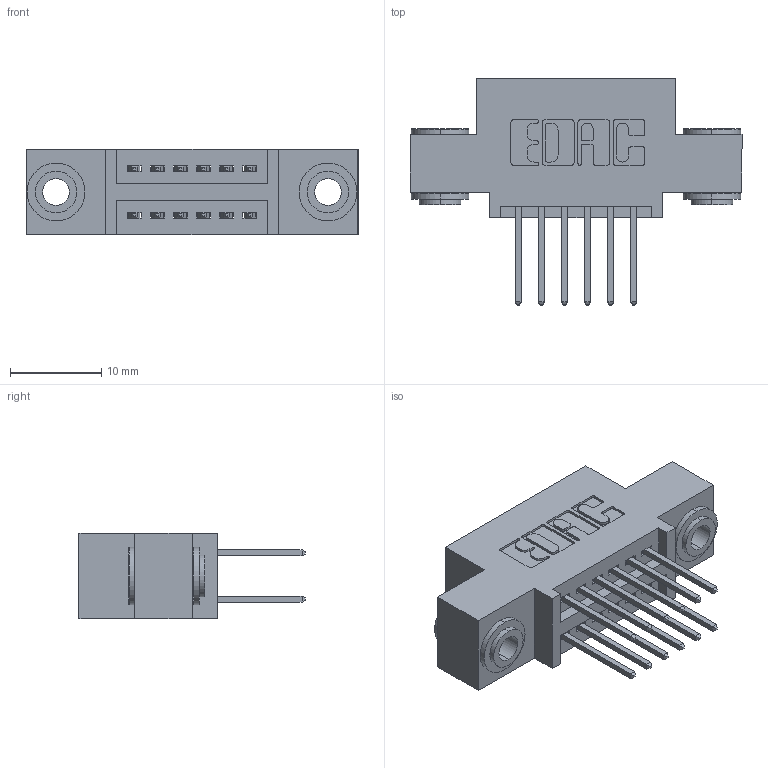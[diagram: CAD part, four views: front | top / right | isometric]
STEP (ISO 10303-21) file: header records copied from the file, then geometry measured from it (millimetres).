
FILE_DESCRIPTION (( 'STEP AP203' ), '1' );
FILE_NAME ('395-012-523-503.STEP', '2019-10-15T12:47:02', ( '' ), ( '' ), 'SwSTEP 2.0', 'SolidWorks 2016', '' );
FILE_SCHEMA (( 'CONFIG_CONTROL_DESIGN' ));
Length unit declared in the file: inch
Products named in the file (4): 395-012-523-503; 345 Part_0.110 Offset - 0.156 Dia-TH; 345-292-001_345-293-123; 345-250-002_345-250-002-102
Assembly tree (15 placements, depth 2):
  395-012-523-503
    345 Part_0.110 Offset - 0.156 Dia-TH
    345-292-001_345-293-123  x12
    345-250-002_345-250-002-102  x2
Bounding box: 36.45 x 24.82 x 9.4 mm (x, y, z)
Volume: 3177.2 mm3; surface area: 4407.2 mm2
Topology: 15 solids, 15 shells, 768 faces, 2217 edges, 1458 vertices
Faces by surface type: plane 490, cylinder 270, cone 8
Entity records: 10354 total; most frequent: CARTESIAN_POINT 1747, ORIENTED_EDGE 1674, DIRECTION 1615, EDGE_CURVE 837, LINE 657, VECTOR 657, VERTEX_POINT 554, AXIS2_PLACEMENT_3D 479
